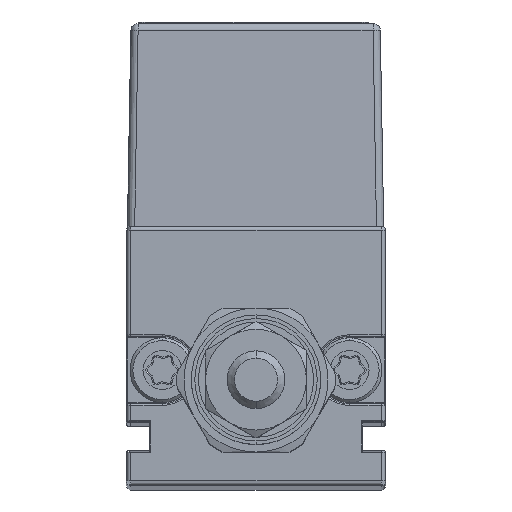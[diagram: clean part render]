
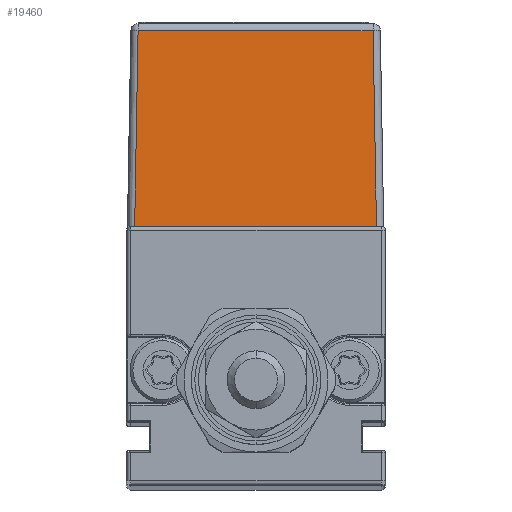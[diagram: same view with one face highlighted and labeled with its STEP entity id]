
A CAD part, top view. The second image highlights one B-rep face of the part: STEP entity #19460.
In plain terms, the highlighted planar face has unit normal (0, 0.018, 1).
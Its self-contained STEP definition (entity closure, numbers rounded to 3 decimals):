
#1076 = CARTESIAN_POINT ( 'NONE',  ( -8.929, 31.583, 182.247 ) ) ;
#3573 = VECTOR ( 'NONE', #18631, 1000. ) ;
#3793 = LINE ( 'NONE', #12104, #3573 ) ;
#3856 = DIRECTION ( 'NONE',  ( -0.017, -1., 0.017 ) ) ;
#4070 = ORIENTED_EDGE ( 'NONE', *, *, #26917, .T. ) ;
#4375 = CARTESIAN_POINT ( 'NONE',  ( 8.129, 31.583, 182.247 ) ) ;
#5783 = ORIENTED_EDGE ( 'NONE', *, *, #16100, .T. ) ;
#5810 = VECTOR ( 'NONE', #18235, 1000. ) ;
#6320 = EDGE_CURVE ( 'NONE', #18084, #9170, #24353, .T. ) ;
#6967 = CARTESIAN_POINT ( 'NONE',  ( 8.366, 18., 182.484 ) ) ;
#7085 = CARTESIAN_POINT ( 'NONE',  ( -8.426, 18., 182.484 ) ) ;
#7900 = LINE ( 'NONE', #16229, #19351 ) ;
#9170 = VERTEX_POINT ( 'NONE', #4375 ) ;
#10183 = FACE_OUTER_BOUND ( 'NONE', #26604, .T. ) ;
#10330 = PLANE ( 'NONE',  #18296 ) ;
#12104 = CARTESIAN_POINT ( 'NONE',  ( -8.929, 18., 182.484 ) ) ;
#13914 = CARTESIAN_POINT ( 'NONE',  ( 8.36, 18.302, 182.479 ) ) ;
#15676 = VERTEX_POINT ( 'NONE', #7085 ) ;
#15904 = LINE ( 'NONE', #1076, #19720 ) ;
#16100 = EDGE_CURVE ( 'NONE', #9170, #16411, #15904, .T. ) ;
#16229 = CARTESIAN_POINT ( 'NONE',  ( -8.426, 17.991, 182.484 ) ) ;
#16333 = ORIENTED_EDGE ( 'NONE', *, *, #23395, .T. ) ;
#16411 = VERTEX_POINT ( 'NONE', #26890 ) ;
#18084 = VERTEX_POINT ( 'NONE', #6967 ) ;
#18235 = DIRECTION ( 'NONE',  ( -0.017, 1., -0.017 ) ) ;
#18296 = AXIS2_PLACEMENT_3D ( 'NONE', #24736, #26348, #20501 ) ;
#18631 = DIRECTION ( 'NONE',  ( 1., 0., 0. ) ) ;
#19205 = ORIENTED_EDGE ( 'NONE', *, *, #6320, .T. ) ;
#19351 = VECTOR ( 'NONE', #3856, 1000. ) ;
#19460 = ADVANCED_FACE ( 'NONE', ( #10183 ), #10330, .T. ) ;
#19720 = VECTOR ( 'NONE', #24196, 1000. ) ;
#20501 = DIRECTION ( 'NONE',  ( 0., -1., 0.017 ) ) ;
#23395 = EDGE_CURVE ( 'NONE', #16411, #15676, #7900, .T. ) ;
#24196 = DIRECTION ( 'NONE',  ( -1., 0., 0. ) ) ;
#24353 = LINE ( 'NONE', #13914, #5810 ) ;
#24736 = CARTESIAN_POINT ( 'NONE',  ( -8.929, 18., 182.484 ) ) ;
#26348 = DIRECTION ( 'NONE',  ( 0., 0.017, 1. ) ) ;
#26604 = EDGE_LOOP ( 'NONE', ( #19205, #5783, #16333, #4070 ) ) ;
#26890 = CARTESIAN_POINT ( 'NONE',  ( -8.189, 31.583, 182.247 ) ) ;
#26917 = EDGE_CURVE ( 'NONE', #15676, #18084, #3793, .T. ) ;
